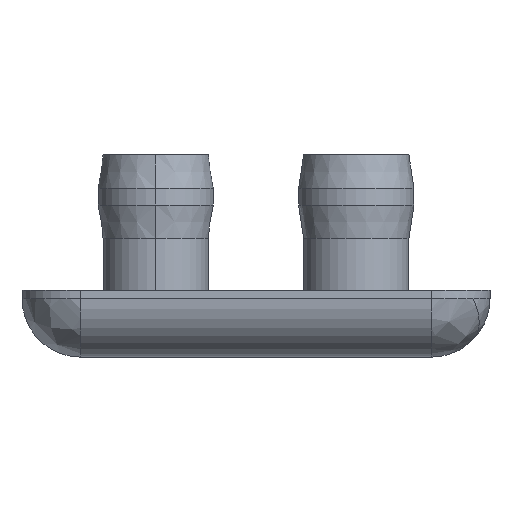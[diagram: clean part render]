
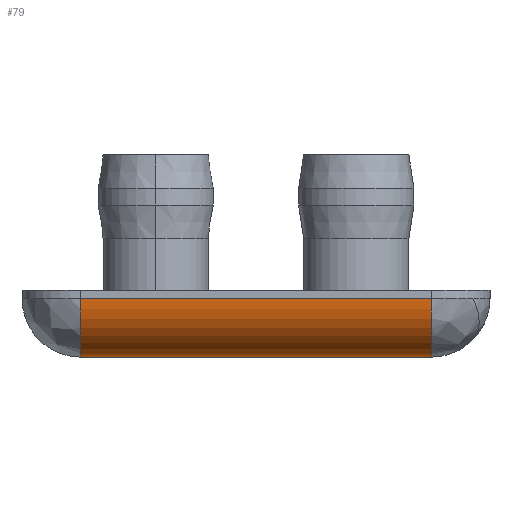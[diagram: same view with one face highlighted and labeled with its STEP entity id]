
A CAD part, front view. The second image highlights one B-rep face of the part: STEP entity #79.
In plain terms, the highlighted cylindrical face has radius 3.5 mm (diameter 7 mm), a partial arc.
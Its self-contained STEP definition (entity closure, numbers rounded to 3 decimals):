
#79 = ADVANCED_FACE ( 'NONE', ( #3752 ), #1872, .T. ) ;
#180 = EDGE_CURVE ( 'NONE', #2048, #2231, #2861, .T. ) ;
#219 = EDGE_CURVE ( 'NONE', #2231, #2467, #2981, .T. ) ;
#268 = CARTESIAN_POINT ( 'NONE',  ( 10.5, -56.5, -0.5 ) ) ;
#290 = DIRECTION ( 'NONE',  ( 0., 0., -1. ) ) ;
#327 = CARTESIAN_POINT ( 'NONE',  ( 10.5, -56.5, -4. ) ) ;
#536 = DIRECTION ( 'NONE',  ( 1., 0., 0. ) ) ;
#622 = VECTOR ( 'NONE', #788, 1000. ) ;
#708 = LINE ( 'NONE', #2371, #2568 ) ;
#788 = DIRECTION ( 'NONE',  ( 1., 0., 0. ) ) ;
#798 = EDGE_CURVE ( 'NONE', #4090, #2467, #3005, .T. ) ;
#877 = ORIENTED_EDGE ( 'NONE', *, *, #3771, .F. ) ;
#1381 = ORIENTED_EDGE ( 'NONE', *, *, #180, .T. ) ;
#1408 = DIRECTION ( 'NONE',  ( 1., 0., 0. ) ) ;
#1495 = CARTESIAN_POINT ( 'NONE',  ( -10.5, -60., -0.5 ) ) ;
#1508 = AXIS2_PLACEMENT_3D ( 'NONE', #268, #3197, #290 ) ;
#1517 = CARTESIAN_POINT ( 'NONE',  ( 10.5, -60., -0.5 ) ) ;
#1604 = DIRECTION ( 'NONE',  ( 0., 0., -1. ) ) ;
#1872 = CYLINDRICAL_SURFACE ( 'NONE', #3610, 3.5 ) ;
#1917 = AXIS2_PLACEMENT_3D ( 'NONE', #2219, #3497, #1604 ) ;
#1968 = ORIENTED_EDGE ( 'NONE', *, *, #798, .F. ) ;
#2048 = VERTEX_POINT ( 'NONE', #1495 ) ;
#2219 = CARTESIAN_POINT ( 'NONE',  ( -10.5, -56.5, -0.5 ) ) ;
#2231 = VERTEX_POINT ( 'NONE', #2604 ) ;
#2241 = ORIENTED_EDGE ( 'NONE', *, *, #219, .T. ) ;
#2371 = CARTESIAN_POINT ( 'NONE',  ( -14., -60., -0.5 ) ) ;
#2411 = CARTESIAN_POINT ( 'NONE',  ( -7., -56.5, -4. ) ) ;
#2467 = VERTEX_POINT ( 'NONE', #327 ) ;
#2568 = VECTOR ( 'NONE', #1408, 1000. ) ;
#2604 = CARTESIAN_POINT ( 'NONE',  ( -10.5, -56.5, -4. ) ) ;
#2861 = CIRCLE ( 'NONE', #1917, 3.5 ) ;
#2981 = LINE ( 'NONE', #2411, #622 ) ;
#3005 = CIRCLE ( 'NONE', #1508, 3.5 ) ;
#3182 = EDGE_LOOP ( 'NONE', ( #1968, #877, #1381, #2241 ) ) ;
#3197 = DIRECTION ( 'NONE',  ( 1., 0., 0. ) ) ;
#3497 = DIRECTION ( 'NONE',  ( 1., 0., 0. ) ) ;
#3610 = AXIS2_PLACEMENT_3D ( 'NONE', #3734, #536, #4112 ) ;
#3734 = CARTESIAN_POINT ( 'NONE',  ( -7., -56.5, -0.5 ) ) ;
#3752 = FACE_OUTER_BOUND ( 'NONE', #3182, .T. ) ;
#3771 = EDGE_CURVE ( 'NONE', #2048, #4090, #708, .T. ) ;
#4090 = VERTEX_POINT ( 'NONE', #1517 ) ;
#4112 = DIRECTION ( 'NONE',  ( 0., 0., -1. ) ) ;
